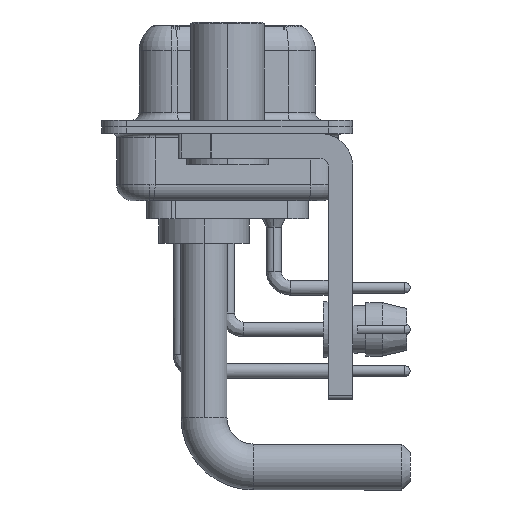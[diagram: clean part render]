
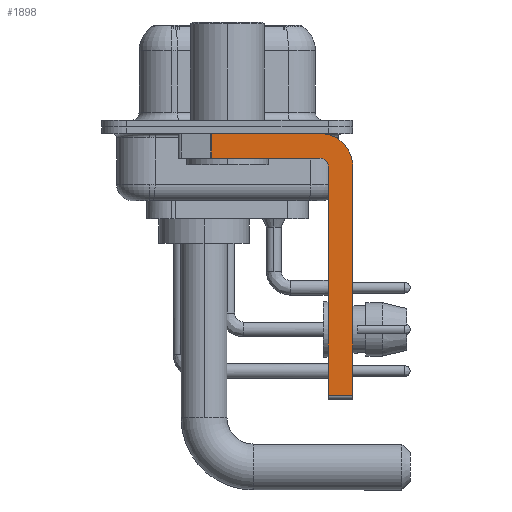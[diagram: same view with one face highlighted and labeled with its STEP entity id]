
A CAD part, left-side view. The second image highlights one B-rep face of the part: STEP entity #1898.
In plain terms, the highlighted planar face has unit normal (-1, 0, 0).
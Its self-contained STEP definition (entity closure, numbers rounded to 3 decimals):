
#36 = EDGE_LOOP ( 'NONE', ( #37188, #35969, #35211, #22099, #4044, #6063, #8920, #5828 ) ) ;
#248 = LINE ( 'NONE', #3333, #27687 ) ;
#754 = CIRCLE ( 'NONE', #23569, 0.5 ) ;
#1898 = ADVANCED_FACE ( 'NONE', ( #16003 ), #31006, .F. ) ;
#2265 = DIRECTION ( 'NONE',  ( 0., -1., 0. ) ) ;
#3250 = VERTEX_POINT ( 'NONE', #35690 ) ;
#3333 = CARTESIAN_POINT ( 'NONE',  ( -2.9, -7.65, -2.4 ) ) ;
#3659 = VERTEX_POINT ( 'NONE', #6370 ) ;
#3736 = CARTESIAN_POINT ( 'NONE',  ( -2.9, -5.65, -2.4 ) ) ;
#3832 = DIRECTION ( 'NONE',  ( 0., 0., -1. ) ) ;
#4044 = ORIENTED_EDGE ( 'NONE', *, *, #6172, .F. ) ;
#4421 = CARTESIAN_POINT ( 'NONE',  ( -2.9, -5.65, -2.4 ) ) ;
#4592 = VERTEX_POINT ( 'NONE', #36831 ) ;
#4737 = LINE ( 'NONE', #14406, #37860 ) ;
#5828 = ORIENTED_EDGE ( 'NONE', *, *, #7477, .F. ) ;
#6063 = ORIENTED_EDGE ( 'NONE', *, *, #32327, .T. ) ;
#6067 = DIRECTION ( 'NONE',  ( -1., 0., 0. ) ) ;
#6172 = EDGE_CURVE ( 'NONE', #14186, #3250, #32263, .T. ) ;
#6370 = CARTESIAN_POINT ( 'NONE',  ( -2.9, -5.65, -1.9 ) ) ;
#6914 = CARTESIAN_POINT ( 'NONE',  ( -2.9, -5.65, -0.4 ) ) ;
#6971 = VERTEX_POINT ( 'NONE', #6914 ) ;
#7477 = EDGE_CURVE ( 'NONE', #6971, #13403, #17791, .T. ) ;
#7700 = DIRECTION ( 'NONE',  ( 1., 0., 0. ) ) ;
#7850 = CARTESIAN_POINT ( 'NONE',  ( -2.9, 3., -0.4 ) ) ;
#8289 = EDGE_CURVE ( 'NONE', #19449, #4592, #36572, .T. ) ;
#8773 = DIRECTION ( 'NONE',  ( 0., 0., 1. ) ) ;
#8920 = ORIENTED_EDGE ( 'NONE', *, *, #19443, .F. ) ;
#9190 = DIRECTION ( 'NONE',  ( 1., 0., 0. ) ) ;
#9925 = CARTESIAN_POINT ( 'NONE',  ( -2.9, -7.65, -16.35 ) ) ;
#10568 = LINE ( 'NONE', #34653, #21693 ) ;
#10820 = EDGE_CURVE ( 'NONE', #3250, #3659, #754, .T. ) ;
#11153 = CARTESIAN_POINT ( 'NONE',  ( -2.9, -7.65, -2.4 ) ) ;
#12035 = DIRECTION ( 'NONE',  ( 0., 0., 1. ) ) ;
#12913 = DIRECTION ( 'NONE',  ( 0., 0., -1. ) ) ;
#13403 = VERTEX_POINT ( 'NONE', #11153 ) ;
#13785 = EDGE_CURVE ( 'NONE', #3659, #4592, #4737, .T. ) ;
#14186 = VERTEX_POINT ( 'NONE', #18316 ) ;
#14406 = CARTESIAN_POINT ( 'NONE',  ( -2.9, -5.65, -1.9 ) ) ;
#14542 = CARTESIAN_POINT ( 'NONE',  ( -2.9, 0.978, -0.4 ) ) ;
#15357 = DIRECTION ( 'NONE',  ( 0., 0., -1. ) ) ;
#15559 = CARTESIAN_POINT ( 'NONE',  ( -2.9, -5.65, -2.4 ) ) ;
#16003 = FACE_OUTER_BOUND ( 'NONE', #36, .T. ) ;
#16146 = AXIS2_PLACEMENT_3D ( 'NONE', #4421, #7700, #12913 ) ;
#17464 = CARTESIAN_POINT ( 'NONE',  ( -2.9, -6.15, -16.6 ) ) ;
#17791 = CIRCLE ( 'NONE', #20857, 2. ) ;
#18316 = CARTESIAN_POINT ( 'NONE',  ( -2.9, -6.15, -16.35 ) ) ;
#19443 = EDGE_CURVE ( 'NONE', #13403, #37473, #248, .T. ) ;
#19449 = VERTEX_POINT ( 'NONE', #14542 ) ;
#19612 = DIRECTION ( 'NONE',  ( 0., -1., 0. ) ) ;
#20135 = EDGE_CURVE ( 'NONE', #19449, #6971, #34046, .T. ) ;
#20857 = AXIS2_PLACEMENT_3D ( 'NONE', #15559, #9190, #15357 ) ;
#21693 = VECTOR ( 'NONE', #2265, 1000. ) ;
#21765 = CARTESIAN_POINT ( 'NONE',  ( -2.9, 0.978, -1.9 ) ) ;
#22099 = ORIENTED_EDGE ( 'NONE', *, *, #10820, .F. ) ;
#23569 = AXIS2_PLACEMENT_3D ( 'NONE', #3736, #6067, #12035 ) ;
#25834 = VECTOR ( 'NONE', #3832, 1000. ) ;
#27687 = VECTOR ( 'NONE', #32429, 1000. ) ;
#27760 = VECTOR ( 'NONE', #19612, 1000. ) ;
#31006 = PLANE ( 'NONE',  #16146 ) ;
#32263 = LINE ( 'NONE', #17464, #35014 ) ;
#32327 = EDGE_CURVE ( 'NONE', #14186, #37473, #10568, .T. ) ;
#32429 = DIRECTION ( 'NONE',  ( 0., 0., -1. ) ) ;
#34046 = LINE ( 'NONE', #7850, #27760 ) ;
#34653 = CARTESIAN_POINT ( 'NONE',  ( -2.9, -5.65, -16.35 ) ) ;
#35014 = VECTOR ( 'NONE', #8773, 1000. ) ;
#35211 = ORIENTED_EDGE ( 'NONE', *, *, #13785, .F. ) ;
#35690 = CARTESIAN_POINT ( 'NONE',  ( -2.9, -6.15, -2.4 ) ) ;
#35969 = ORIENTED_EDGE ( 'NONE', *, *, #8289, .T. ) ;
#36572 = LINE ( 'NONE', #21765, #25834 ) ;
#36831 = CARTESIAN_POINT ( 'NONE',  ( -2.9, 0.978, -1.9 ) ) ;
#37188 = ORIENTED_EDGE ( 'NONE', *, *, #20135, .F. ) ;
#37473 = VERTEX_POINT ( 'NONE', #9925 ) ;
#37706 = DIRECTION ( 'NONE',  ( 0., 1., 0. ) ) ;
#37860 = VECTOR ( 'NONE', #37706, 1000. ) ;
